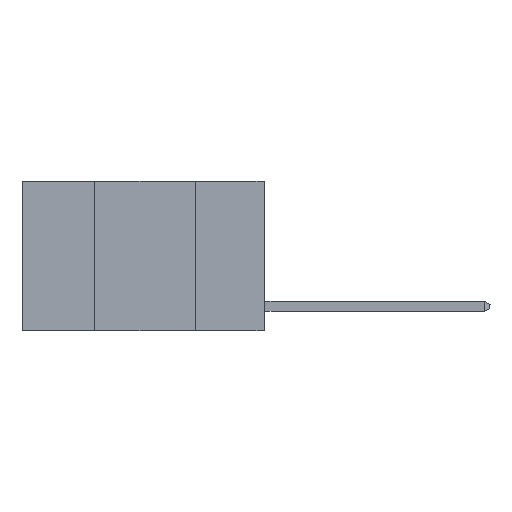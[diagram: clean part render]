
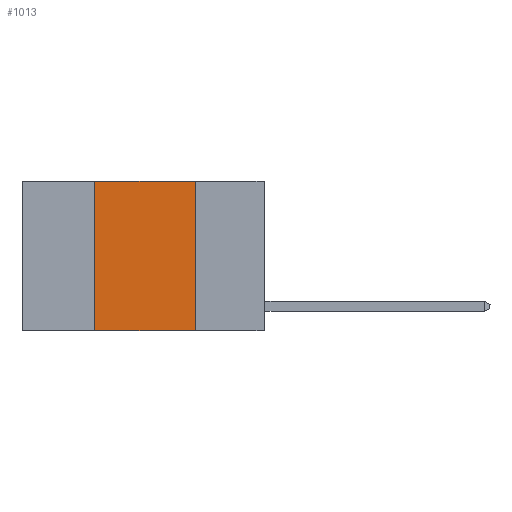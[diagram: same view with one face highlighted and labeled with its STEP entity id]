
A CAD part, left-side view. The second image highlights one B-rep face of the part: STEP entity #1013.
In plain terms, the highlighted planar face has unit normal (-1, 0, 0).
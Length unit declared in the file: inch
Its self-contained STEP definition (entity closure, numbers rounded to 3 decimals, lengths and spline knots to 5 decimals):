
#68 = PLANE ( 'NONE',  #5137 ) ;
#80 = EDGE_CURVE ( 'NONE', #4505, #493, #7046, .T. ) ;
#493 = VERTEX_POINT ( 'NONE', #1974 ) ;
#557 = VECTOR ( 'NONE', #5228, 39.37008 ) ;
#862 = LINE ( 'NONE', #11493, #4010 ) ;
#1013 = ADVANCED_FACE ( 'NONE', ( #11346 ), #68, .F. ) ;
#1974 = CARTESIAN_POINT ( 'NONE',  ( 0., 0.17, -0.37 ) ) ;
#2046 = VERTEX_POINT ( 'NONE', #12744 ) ;
#3480 = CARTESIAN_POINT ( 'NONE',  ( 0., 0.6, 0. ) ) ;
#4010 = VECTOR ( 'NONE', #7575, 39.37008 ) ;
#4505 = VERTEX_POINT ( 'NONE', #11515 ) ;
#5137 = AXIS2_PLACEMENT_3D ( 'NONE', #3480, #6878, #5673 ) ;
#5228 = DIRECTION ( 'NONE',  ( 0., -1., 0. ) ) ;
#5561 = EDGE_CURVE ( 'NONE', #2046, #5811, #8822, .T. ) ;
#5673 = DIRECTION ( 'NONE',  ( 0., 0., -1. ) ) ;
#5811 = VERTEX_POINT ( 'NONE', #9313 ) ;
#5876 = ORIENTED_EDGE ( 'NONE', *, *, #80, .F. ) ;
#5985 = DIRECTION ( 'NONE',  ( 0., 0., -1. ) ) ;
#6012 = EDGE_CURVE ( 'NONE', #5811, #4505, #862, .T. ) ;
#6217 = CARTESIAN_POINT ( 'NONE',  ( 0., 0.6, -0.37 ) ) ;
#6878 = DIRECTION ( 'NONE',  ( 1., 0., 0. ) ) ;
#6899 = EDGE_LOOP ( 'NONE', ( #5876, #9119, #7904, #12211 ) ) ;
#6911 = CARTESIAN_POINT ( 'NONE',  ( 0., 0.42, 0. ) ) ;
#7046 = LINE ( 'NONE', #7799, #9429 ) ;
#7575 = DIRECTION ( 'NONE',  ( 0., -1., 0. ) ) ;
#7799 = CARTESIAN_POINT ( 'NONE',  ( 0., 0.17, 0. ) ) ;
#7904 = ORIENTED_EDGE ( 'NONE', *, *, #5561, .F. ) ;
#8822 = LINE ( 'NONE', #6911, #11121 ) ;
#8880 = LINE ( 'NONE', #6217, #557 ) ;
#9119 = ORIENTED_EDGE ( 'NONE', *, *, #6012, .F. ) ;
#9313 = CARTESIAN_POINT ( 'NONE',  ( 0., 0.42, 0. ) ) ;
#9429 = VECTOR ( 'NONE', #5985, 39.37008 ) ;
#10388 = EDGE_CURVE ( 'NONE', #2046, #493, #8880, .T. ) ;
#11121 = VECTOR ( 'NONE', #11841, 39.37008 ) ;
#11346 = FACE_OUTER_BOUND ( 'NONE', #6899, .T. ) ;
#11493 = CARTESIAN_POINT ( 'NONE',  ( 0., 0.6, 0. ) ) ;
#11515 = CARTESIAN_POINT ( 'NONE',  ( 0., 0.17, 0. ) ) ;
#11841 = DIRECTION ( 'NONE',  ( 0., 0., 1. ) ) ;
#12211 = ORIENTED_EDGE ( 'NONE', *, *, #10388, .T. ) ;
#12744 = CARTESIAN_POINT ( 'NONE',  ( 0., 0.42, -0.37 ) ) ;
